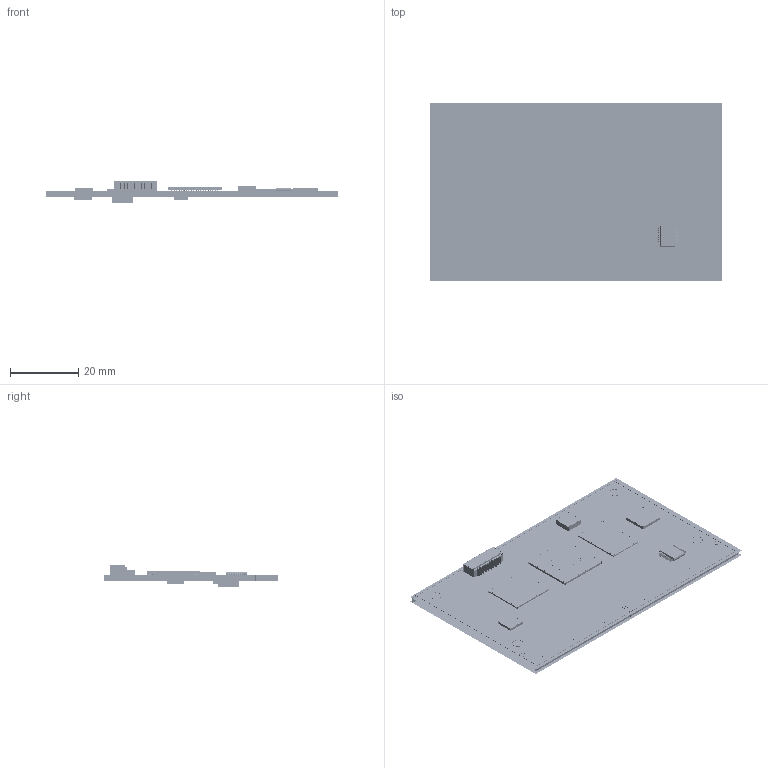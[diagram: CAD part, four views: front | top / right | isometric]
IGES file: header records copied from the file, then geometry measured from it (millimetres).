
Start section:  PTC IGES file: 000-assy_smarc-imx8mp_2d_3d_asm-20220830.igs
Global section: file name: 000-assy_smarc-imx8mp_2d_3d_asm-20220830.igs; native system: Creo Parametric by PTC Inc.; preprocessor: 2018360; author: JOHN_W; organization: Unknown; date: 20220830.205112; units: millimetre
Bounding box: 85.28 x 52 x 6.24 mm (x, y, z)
Volume: 14459.9 mm3; surface area: 151491.4 mm2
Topology: 17 solids, 17 shells, 13252 faces, 74675 edges, 99327 vertices
Faces by surface type: revolution 6808, bspline 6444
